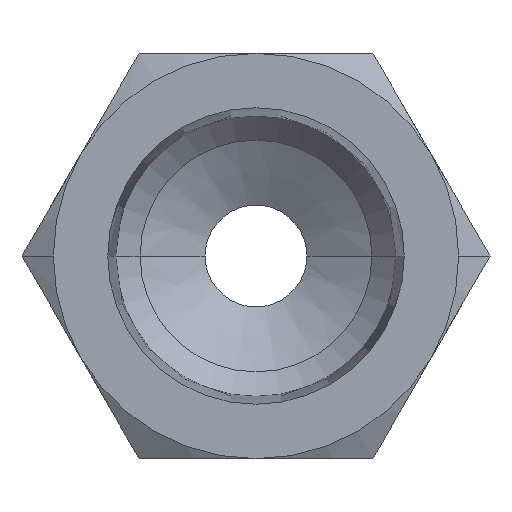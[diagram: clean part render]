
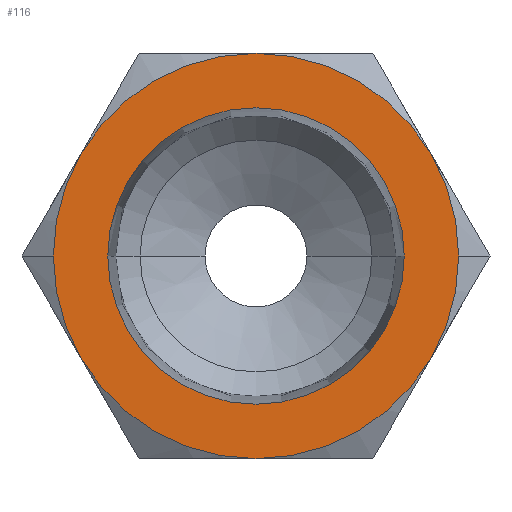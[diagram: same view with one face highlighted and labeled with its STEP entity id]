
A CAD part, left-side view. The second image highlights one B-rep face of the part: STEP entity #116.
In plain terms, the highlighted planar face has unit normal (-1, 0, 0).
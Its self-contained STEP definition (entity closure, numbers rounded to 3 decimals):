
#116=ADVANCED_FACE('',(#203,#204),#205,.T.);
#203=FACE_OUTER_BOUND('',#292,.T.);
#204=FACE_BOUND('',#293,.T.);
#205=PLANE('',#294);
#292=EDGE_LOOP('',(#591,#592,#593,#594,#595,#596,#597,#598));
#293=EDGE_LOOP('',(#599,#600));
#294=AXIS2_PLACEMENT_3D('',#601,#602,#603);
#591=ORIENTED_EDGE('',*,*,#692,.F.);
#592=ORIENTED_EDGE('',*,*,#689,.F.);
#593=ORIENTED_EDGE('',*,*,#688,.F.);
#594=ORIENTED_EDGE('',*,*,#690,.F.);
#595=ORIENTED_EDGE('',*,*,#641,.F.);
#596=ORIENTED_EDGE('',*,*,#691,.F.);
#597=ORIENTED_EDGE('',*,*,#701,.F.);
#598=ORIENTED_EDGE('',*,*,#637,.F.);
#599=ORIENTED_EDGE('',*,*,#700,.T.);
#600=ORIENTED_EDGE('',*,*,#611,.T.);
#601=CARTESIAN_POINT('',(0.,9.55,0.0));
#602=DIRECTION('',(-1.0,0.,0.0));
#603=DIRECTION('',(0.,1.0,0.0));
#611=EDGE_CURVE('',#705,#702,#706,.T.);
#637=EDGE_CURVE('',#747,#750,#751,.T.);
#641=EDGE_CURVE('',#756,#754,#758,.T.);
#688=EDGE_CURVE('',#828,#819,#832,.T.);
#689=EDGE_CURVE('',#819,#812,#833,.T.);
#690=EDGE_CURVE('',#754,#828,#834,.T.);
#691=EDGE_CURVE('',#798,#756,#835,.T.);
#692=EDGE_CURVE('',#812,#747,#836,.T.);
#700=EDGE_CURVE('',#702,#705,#844,.T.);
#701=EDGE_CURVE('',#750,#798,#845,.T.);
#702=VERTEX_POINT('',#846);
#705=VERTEX_POINT('',#850);
#706=CIRCLE('',#851,6.987);
#747=VERTEX_POINT('',#921);
#750=VERTEX_POINT('',#925);
#751=CIRCLE('',#926,9.55);
#754=VERTEX_POINT('',#938);
#756=VERTEX_POINT('',#941);
#758=CIRCLE('',#952,9.55);
#798=VERTEX_POINT('',#1029);
#812=VERTEX_POINT('',#1108);
#819=VERTEX_POINT('',#1143);
#828=VERTEX_POINT('',#1189);
#832=CIRCLE('',#1220,9.55);
#833=CIRCLE('',#1221,9.55);
#834=CIRCLE('',#1222,9.55);
#835=CIRCLE('',#1223,9.55);
#836=CIRCLE('',#1224,9.55);
#844=CIRCLE('',#1232,6.987);
#845=CIRCLE('',#1233,9.55);
#846=CARTESIAN_POINT('',(0.,6.987,0.0));
#850=CARTESIAN_POINT('',(0.,-6.987,0.));
#851=AXIS2_PLACEMENT_3D('',#1235,#1236,#1237);
#921=CARTESIAN_POINT('',(0.,9.55,0.));
#925=CARTESIAN_POINT('',(0.,8.271,4.775));
#926=AXIS2_PLACEMENT_3D('',#1283,#1284,#1285);
#938=CARTESIAN_POINT('',(0.,-9.55,0.));
#941=CARTESIAN_POINT('',(0.,-8.271,4.775));
#952=AXIS2_PLACEMENT_3D('',#1287,#1288,#1289);
#1029=CARTESIAN_POINT('',(0.,0.,9.55));
#1108=CARTESIAN_POINT('',(0.,8.271,-4.775));
#1143=CARTESIAN_POINT('',(0.,0.,-9.55));
#1189=CARTESIAN_POINT('',(0.,-8.271,-4.775));
#1220=AXIS2_PLACEMENT_3D('',#1340,#1341,#1342);
#1221=AXIS2_PLACEMENT_3D('',#1343,#1344,#1345);
#1222=AXIS2_PLACEMENT_3D('',#1346,#1347,#1348);
#1223=AXIS2_PLACEMENT_3D('',#1349,#1350,#1351);
#1224=AXIS2_PLACEMENT_3D('',#1352,#1353,#1354);
#1232=AXIS2_PLACEMENT_3D('',#1376,#1377,#1378);
#1233=AXIS2_PLACEMENT_3D('',#1379,#1380,#1381);
#1235=CARTESIAN_POINT('',(0.,0.,0.0));
#1236=DIRECTION('',(1.0,0.,0.0));
#1237=DIRECTION('',(0.0,0.0,-1.0));
#1283=CARTESIAN_POINT('',(0.,0.,0.0));
#1284=DIRECTION('',(1.0,0.,0.0));
#1285=DIRECTION('',(0.0,0.0,-1.0));
#1287=CARTESIAN_POINT('',(0.,0.,0.0));
#1288=DIRECTION('',(1.0,0.,0.0));
#1289=DIRECTION('',(0.0,0.0,-1.0));
#1340=CARTESIAN_POINT('',(0.,0.,0.0));
#1341=DIRECTION('',(1.0,0.,0.0));
#1342=DIRECTION('',(0.0,0.0,-1.0));
#1343=CARTESIAN_POINT('',(0.,0.,0.0));
#1344=DIRECTION('',(1.0,0.,0.0));
#1345=DIRECTION('',(0.0,0.0,-1.0));
#1346=CARTESIAN_POINT('',(0.,0.,0.0));
#1347=DIRECTION('',(1.0,0.,0.0));
#1348=DIRECTION('',(0.0,0.0,-1.0));
#1349=CARTESIAN_POINT('',(0.,0.,0.0));
#1350=DIRECTION('',(1.0,0.,0.0));
#1351=DIRECTION('',(0.0,0.0,-1.0));
#1352=CARTESIAN_POINT('',(0.,0.,0.0));
#1353=DIRECTION('',(1.0,0.,0.0));
#1354=DIRECTION('',(0.0,0.0,-1.0));
#1376=CARTESIAN_POINT('',(0.,0.,0.0));
#1377=DIRECTION('',(1.0,0.,0.0));
#1378=DIRECTION('',(0.0,0.0,-1.0));
#1379=CARTESIAN_POINT('',(0.,0.,0.0));
#1380=DIRECTION('',(1.0,0.,0.0));
#1381=DIRECTION('',(0.0,0.0,-1.0));
